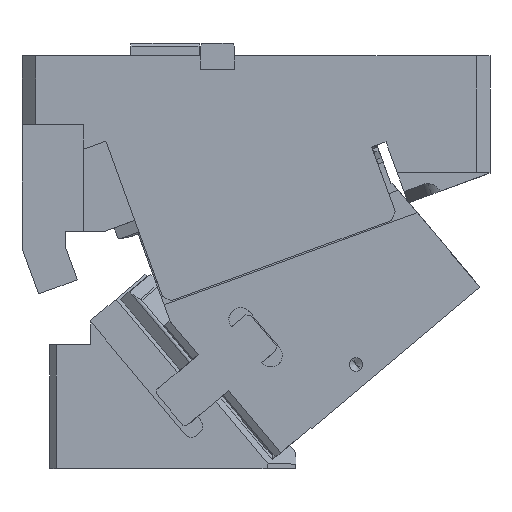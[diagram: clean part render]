
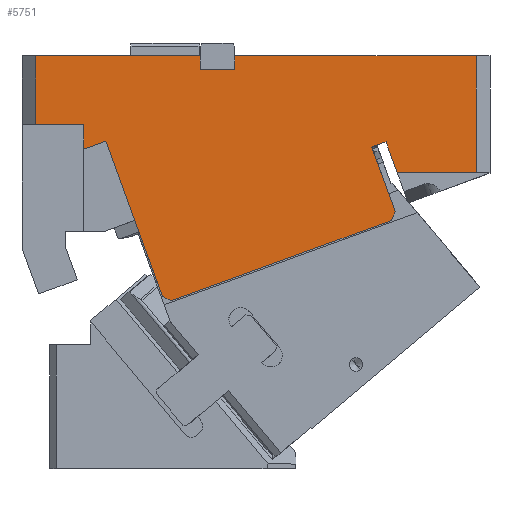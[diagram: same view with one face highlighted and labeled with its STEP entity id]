
A CAD part, front view. The second image highlights one B-rep face of the part: STEP entity #5751.
In plain terms, the highlighted planar face has unit normal (0, -1, 0).
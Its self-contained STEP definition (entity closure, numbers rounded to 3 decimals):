
#367=CARTESIAN_POINT('Vertex',(-250.,-75.,300.)) ;
#370=CARTESIAN_POINT('Line Origine',(-190.25,-75.,300.)) ;
#374=CARTESIAN_POINT('Vertex',(-130.5,-75.,300.)) ;
#652=CARTESIAN_POINT('Vertex',(-250.,-75.,250.)) ;
#655=CARTESIAN_POINT('Line Origine',(-250.,-75.,275.)) ;
#1906=CARTESIAN_POINT('Vertex',(-157.935,-75.,125.095)) ;
#1909=CARTESIAN_POINT('Line Origine',(-178.456,-75.,181.477)) ;
#1913=CARTESIAN_POINT('Vertex',(-198.977,-75.,237.858)) ;
#1942=CARTESIAN_POINT('Vertex',(-215.,-75.,232.026)) ;
#1945=CARTESIAN_POINT('Line Origine',(-215.,-75.,241.013)) ;
#1949=CARTESIAN_POINT('Vertex',(-215.,-75.,250.)) ;
#2029=CARTESIAN_POINT('Vertex',(-5.901,-75.,233.669)) ;
#2032=CARTESIAN_POINT('Line Origine',(2.654,-75.,210.164)) ;
#2036=CARTESIAN_POINT('Vertex',(11.21,-75.,186.659)) ;
#2099=CARTESIAN_POINT('Vertex',(-2.133,-75.,235.011)) ;
#2102=CARTESIAN_POINT('Line Origine',(-2.137,-75.,235.024)) ;
#2106=CARTESIAN_POINT('Vertex',(-2.142,-75.,235.037)) ;
#2328=CARTESIAN_POINT('Vertex',(-105.5,-75.,300.)) ;
#2331=CARTESIAN_POINT('Line Origine',(-17.75,-75.,300.)) ;
#2335=CARTESIAN_POINT('Vertex',(70.,-75.,300.)) ;
#2482=CARTESIAN_POINT('Vertex',(-151.527,-75.,122.107)) ;
#2485=CARTESIAN_POINT('Line Origine',(-154.731,-75.,123.601)) ;
#2509=CARTESIAN_POINT('Line Origine',(9.715,-75.,183.454)) ;
#2513=CARTESIAN_POINT('Vertex',(8.221,-75.,180.25)) ;
#2808=CARTESIAN_POINT('Vertex',(70.,-75.,215.)) ;
#2811=CARTESIAN_POINT('Line Origine',(70.,-75.,257.5)) ;
#4567=CARTESIAN_POINT('Vertex',(-130.5,-75.,290.)) ;
#4570=CARTESIAN_POINT('Line Origine',(-118.,-75.,290.)) ;
#4574=CARTESIAN_POINT('Vertex',(-105.5,-75.,290.)) ;
#4889=CARTESIAN_POINT('Line Origine',(8.523,-75.,226.203)) ;
#4893=CARTESIAN_POINT('Vertex',(4.445,-75.,237.406)) ;
#4895=CARTESIAN_POINT('Vertex',(12.6,-75.,215.)) ;
#4995=CARTESIAN_POINT('Line Origine',(41.3,-75.,215.)) ;
#5089=CARTESIAN_POINT('Line Origine',(-71.653,-75.,151.178)) ;
#5140=CARTESIAN_POINT('Line Origine',(-105.5,-75.,295.)) ;
#5192=CARTESIAN_POINT('Line Origine',(1.156,-75.,236.208)) ;
#5251=CARTESIAN_POINT('Line Origine',(-4.021,-75.,234.353)) ;
#5309=CARTESIAN_POINT('Line Origine',(-206.989,-75.,234.942)) ;
#5707=CARTESIAN_POINT('Line Origine',(-130.5,-75.,295.)) ;
#5719=CARTESIAN_POINT('Axis2P3D Location',(-260.,-75.,250.)) ;
#5724=CARTESIAN_POINT('Line Origine',(-232.5,-75.,250.)) ;
#371=DIRECTION('Vector Direction',(-1.,0.,0.)) ;
#656=DIRECTION('Vector Direction',(0.,0.,-1.)) ;
#1910=DIRECTION('Vector Direction',(-0.342,0.,0.94)) ;
#1946=DIRECTION('Vector Direction',(0.,0.,-1.)) ;
#2033=DIRECTION('Vector Direction',(-0.342,0.,0.94)) ;
#2103=DIRECTION('Vector Direction',(-0.342,0.,0.94)) ;
#2332=DIRECTION('Vector Direction',(-1.,0.,0.)) ;
#2486=DIRECTION('Vector Direction',(0.906,0.,-0.423)) ;
#2510=DIRECTION('Vector Direction',(0.423,0.,0.906)) ;
#2812=DIRECTION('Vector Direction',(0.,0.,1.)) ;
#4571=DIRECTION('Vector Direction',(1.,0.,0.)) ;
#4890=DIRECTION('Vector Direction',(0.342,0.,-0.94)) ;
#4996=DIRECTION('Vector Direction',(1.,0.,0.)) ;
#5090=DIRECTION('Vector Direction',(0.94,0.,0.342)) ;
#5141=DIRECTION('Vector Direction',(0.,0.,1.)) ;
#5193=DIRECTION('Vector Direction',(0.94,0.,0.342)) ;
#5252=DIRECTION('Vector Direction',(0.94,0.,0.342)) ;
#5310=DIRECTION('Vector Direction',(0.94,0.,0.342)) ;
#5708=DIRECTION('Vector Direction',(0.,0.,1.)) ;
#5720=DIRECTION('Axis2P3D Direction',(0.,1.,0.)) ;
#5721=DIRECTION('Axis2P3D XDirection',(-1.,0.,0.)) ;
#5725=DIRECTION('Vector Direction',(1.,0.,0.)) ;
#5722=AXIS2_PLACEMENT_3D('Plane Axis2P3D',#5719,#5720,#5721) ;
#5730=ORIENTED_EDGE('',*,*,#5255,.T.) ;
#5731=ORIENTED_EDGE('',*,*,#2108,.F.) ;
#5732=ORIENTED_EDGE('',*,*,#5196,.T.) ;
#5733=ORIENTED_EDGE('',*,*,#4897,.T.) ;
#5734=ORIENTED_EDGE('',*,*,#4999,.T.) ;
#5735=ORIENTED_EDGE('',*,*,#2815,.T.) ;
#5736=ORIENTED_EDGE('',*,*,#2337,.T.) ;
#5737=ORIENTED_EDGE('',*,*,#5144,.F.) ;
#5738=ORIENTED_EDGE('',*,*,#4576,.F.) ;
#5739=ORIENTED_EDGE('',*,*,#5711,.T.) ;
#5740=ORIENTED_EDGE('',*,*,#376,.T.) ;
#5741=ORIENTED_EDGE('',*,*,#659,.T.) ;
#5742=ORIENTED_EDGE('',*,*,#5728,.T.) ;
#5743=ORIENTED_EDGE('',*,*,#1951,.T.) ;
#5744=ORIENTED_EDGE('',*,*,#5313,.T.) ;
#5745=ORIENTED_EDGE('',*,*,#1915,.F.) ;
#5746=ORIENTED_EDGE('',*,*,#2489,.T.) ;
#5747=ORIENTED_EDGE('',*,*,#5093,.T.) ;
#5748=ORIENTED_EDGE('',*,*,#2515,.T.) ;
#5749=ORIENTED_EDGE('',*,*,#2038,.T.) ;
#372=VECTOR('Line Direction',#371,1.) ;
#657=VECTOR('Line Direction',#656,1.) ;
#1911=VECTOR('Line Direction',#1910,1.) ;
#1947=VECTOR('Line Direction',#1946,1.) ;
#2034=VECTOR('Line Direction',#2033,1.) ;
#2104=VECTOR('Line Direction',#2103,1.) ;
#2333=VECTOR('Line Direction',#2332,1.) ;
#2487=VECTOR('Line Direction',#2486,1.) ;
#2511=VECTOR('Line Direction',#2510,1.) ;
#2813=VECTOR('Line Direction',#2812,1.) ;
#4572=VECTOR('Line Direction',#4571,1.) ;
#4891=VECTOR('Line Direction',#4890,1.) ;
#4997=VECTOR('Line Direction',#4996,1.) ;
#5091=VECTOR('Line Direction',#5090,1.) ;
#5142=VECTOR('Line Direction',#5141,1.) ;
#5194=VECTOR('Line Direction',#5193,1.) ;
#5253=VECTOR('Line Direction',#5252,1.) ;
#5311=VECTOR('Line Direction',#5310,1.) ;
#5709=VECTOR('Line Direction',#5708,1.) ;
#5726=VECTOR('Line Direction',#5725,1.) ;
#5751=ADVANCED_FACE('CAM HOLDER',(#5750),#5723,.F.) ;
#376=EDGE_CURVE('',#375,#368,#373,.T.) ;
#659=EDGE_CURVE('',#368,#653,#658,.T.) ;
#1915=EDGE_CURVE('',#1907,#1914,#1912,.T.) ;
#1951=EDGE_CURVE('',#1950,#1943,#1948,.T.) ;
#2038=EDGE_CURVE('',#2037,#2030,#2035,.T.) ;
#2108=EDGE_CURVE('',#2100,#2107,#2105,.T.) ;
#2337=EDGE_CURVE('',#2336,#2329,#2334,.T.) ;
#2489=EDGE_CURVE('',#1907,#2483,#2488,.T.) ;
#2515=EDGE_CURVE('',#2514,#2037,#2512,.T.) ;
#2815=EDGE_CURVE('',#2809,#2336,#2814,.T.) ;
#4576=EDGE_CURVE('',#4568,#4575,#4573,.T.) ;
#4897=EDGE_CURVE('',#4894,#4896,#4892,.T.) ;
#4999=EDGE_CURVE('',#4896,#2809,#4998,.T.) ;
#5093=EDGE_CURVE('',#2483,#2514,#5092,.T.) ;
#5144=EDGE_CURVE('',#4575,#2329,#5143,.T.) ;
#5196=EDGE_CURVE('',#2100,#4894,#5195,.T.) ;
#5255=EDGE_CURVE('',#2030,#2107,#5254,.T.) ;
#5313=EDGE_CURVE('',#1943,#1914,#5312,.T.) ;
#5711=EDGE_CURVE('',#4568,#375,#5710,.T.) ;
#5728=EDGE_CURVE('',#653,#1950,#5727,.T.) ;
#5729=EDGE_LOOP('',(#5730,#5731,#5732,#5733,#5734,#5735,#5736,#5737,#5738,#5739,#5740,#5741,#5742,#5743,#5744,#5745,#5746,#5747,#5748,#5749)) ;
#5750=FACE_OUTER_BOUND('',#5729,.T.) ;
#373=LINE('Line',#370,#372) ;
#658=LINE('Line',#655,#657) ;
#1912=LINE('Line',#1909,#1911) ;
#1948=LINE('Line',#1945,#1947) ;
#2035=LINE('Line',#2032,#2034) ;
#2105=LINE('Line',#2102,#2104) ;
#2334=LINE('Line',#2331,#2333) ;
#2488=LINE('Line',#2485,#2487) ;
#2512=LINE('Line',#2509,#2511) ;
#2814=LINE('Line',#2811,#2813) ;
#4573=LINE('Line',#4570,#4572) ;
#4892=LINE('Line',#4889,#4891) ;
#4998=LINE('Line',#4995,#4997) ;
#5092=LINE('Line',#5089,#5091) ;
#5143=LINE('Line',#5140,#5142) ;
#5195=LINE('Line',#5192,#5194) ;
#5254=LINE('Line',#5251,#5253) ;
#5312=LINE('Line',#5309,#5311) ;
#5710=LINE('Line',#5707,#5709) ;
#5727=LINE('Line',#5724,#5726) ;
#5723=PLANE('Plane',#5722) ;
#368=VERTEX_POINT('',#367) ;
#375=VERTEX_POINT('',#374) ;
#653=VERTEX_POINT('',#652) ;
#1907=VERTEX_POINT('',#1906) ;
#1914=VERTEX_POINT('',#1913) ;
#1943=VERTEX_POINT('',#1942) ;
#1950=VERTEX_POINT('',#1949) ;
#2030=VERTEX_POINT('',#2029) ;
#2037=VERTEX_POINT('',#2036) ;
#2100=VERTEX_POINT('',#2099) ;
#2107=VERTEX_POINT('',#2106) ;
#2329=VERTEX_POINT('',#2328) ;
#2336=VERTEX_POINT('',#2335) ;
#2483=VERTEX_POINT('',#2482) ;
#2514=VERTEX_POINT('',#2513) ;
#2809=VERTEX_POINT('',#2808) ;
#4568=VERTEX_POINT('',#4567) ;
#4575=VERTEX_POINT('',#4574) ;
#4894=VERTEX_POINT('',#4893) ;
#4896=VERTEX_POINT('',#4895) ;
